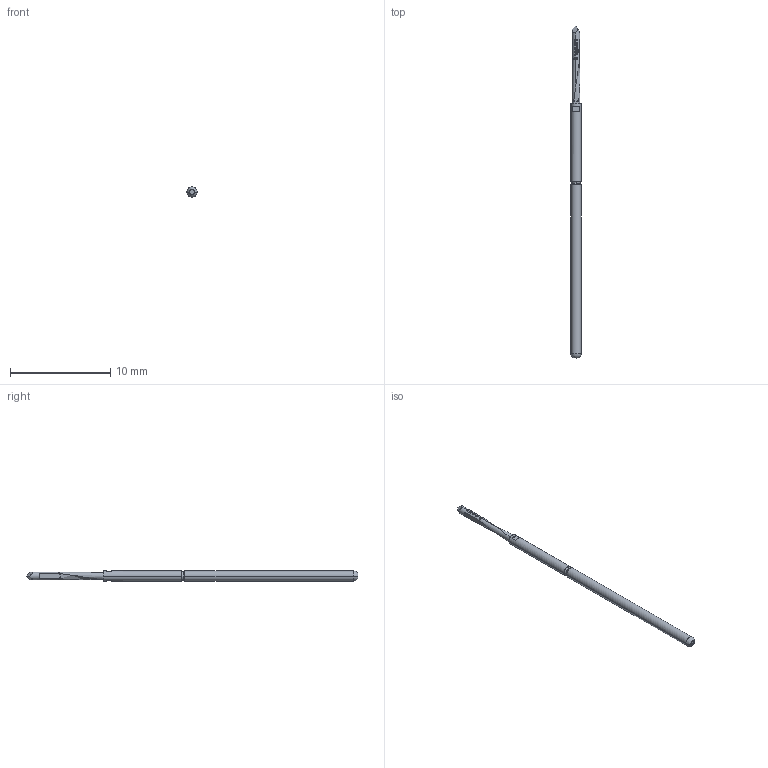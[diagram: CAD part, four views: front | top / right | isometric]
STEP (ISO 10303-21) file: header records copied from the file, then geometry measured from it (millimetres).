
FILE_DESCRIPTION (( 'STEP AP203' ), '1' );
FILE_NAME ('INGUN_DKS-075_307_076_G_xx00.STEP', '2021-07-22T11:12:19', ( 'ochi' ), ( '' ), 'SwSTEP 2.0', 'SolidWorks 2018', '' );
FILE_SCHEMA (( 'CONFIG_CONTROL_DESIGN' ));
Length unit declared in the file: millimetre
Products named in the file (1): INGUN_DKS-075_307_076_G_xx00
Bounding box: 1.02 x 33.1 x 1.02 mm (x, y, z)
Volume: 23.5 mm3; surface area: 100.1 mm2
Topology: 1 solids, 1 shells, 114 faces, 322 edges, 206 vertices
Faces by surface type: plane 47, bspline 32, cylinder 29, torus 6
Entity records: 4920 total; most frequent: CARTESIAN_POINT 2487, ORIENTED_EDGE 628, EDGE_CURVE 314, DIRECTION 281, B_SPLINE_CURVE_WITH_KNOTS 220, VERTEX_POINT 206, EDGE_LOOP 118, AXIS2_PLACEMENT_3D 115
